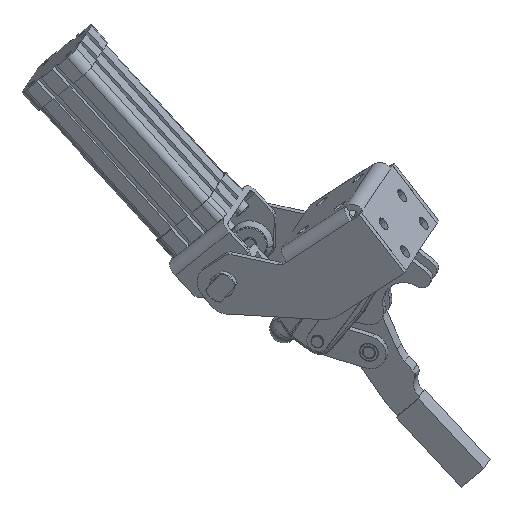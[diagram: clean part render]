
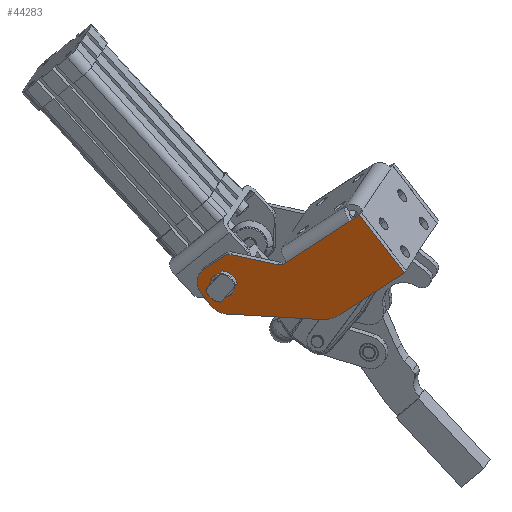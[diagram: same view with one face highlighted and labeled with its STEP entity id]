
A CAD part, isometric view. The second image highlights one B-rep face of the part: STEP entity #44283.
In plain terms, the highlighted planar face has unit normal (-0.852, -0.487, 0.193).
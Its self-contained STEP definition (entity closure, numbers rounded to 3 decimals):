
#5481=CARTESIAN_POINT('',(200.976,-18.065,-144.935));
#5482=VERTEX_POINT('',#5481);
#5491=CARTESIAN_POINT('',(197.739,-13.021,-146.497));
#5492=VERTEX_POINT('',#5491);
#5493=CARTESIAN_POINT('',(200.043,-9.3,-126.982));
#5494=DIRECTION('',(0.852,0.487,-0.193));
#5495=DIRECTION('',(0.047,-0.438,-0.898));
#5496=AXIS2_PLACEMENT_3D('',#5493,#5494,#5495);
#5497=CIRCLE('',#5496,20.);
#5498=EDGE_CURVE('',#5482,#5492,#5497,.T.);
#5565=CARTESIAN_POINT('',(172.548,44.319,-113.12));
#5566=VERTEX_POINT('',#5565);
#5575=CARTESIAN_POINT('',(173.753,42.336,-112.805));
#5576=VERTEX_POINT('',#5575);
#5577=CARTESIAN_POINT('',(172.571,42.069,-118.682));
#5578=DIRECTION('',(0.852,0.487,-0.193));
#5579=DIRECTION('',(-0.004,0.375,0.927));
#5580=AXIS2_PLACEMENT_3D('',#5577,#5578,#5579);
#5581=CIRCLE('',#5580,6.);
#5582=EDGE_CURVE('',#5566,#5576,#5581,.T.);
#5651=CARTESIAN_POINT('',(189.706,13.847,-114.248));
#5652=VERTEX_POINT('',#5651);
#5668=CARTESIAN_POINT('',(188.501,15.829,-114.563));
#5669=VERTEX_POINT('',#5668);
#5676=CARTESIAN_POINT('',(189.683,16.097,-108.686));
#5677=DIRECTION('',(-0.852,-0.487,0.193));
#5678=DIRECTION('',(0.004,-0.375,-0.927));
#5679=AXIS2_PLACEMENT_3D('',#5676,#5677,#5678);
#5680=CIRCLE('',#5679,6.);
#5681=EDGE_CURVE('',#5669,#5652,#5680,.T.);
#5691=CARTESIAN_POINT('',(160.003,58.313,-133.15));
#5692=VERTEX_POINT('',#5691);
#5701=CARTESIAN_POINT('',(163.38,55.626,-125.043));
#5702=VERTEX_POINT('',#5701);
#5703=CARTESIAN_POINT('',(165.828,47.845,-133.844));
#5704=DIRECTION('',(0.852,0.487,-0.193));
#5705=DIRECTION('',(-0.485,0.872,0.058));
#5706=AXIS2_PLACEMENT_3D('',#5703,#5704,#5705);
#5707=CIRCLE('',#5706,12.);
#5708=EDGE_CURVE('',#5692,#5702,#5707,.T.);
#5819=CARTESIAN_POINT('',(163.804,44.16,-152.036));
#5820=VERTEX_POINT('',#5819);
#5836=CARTESIAN_POINT('',(166.453,39.234,-152.768));
#5837=VERTEX_POINT('',#5836);
#5844=CARTESIAN_POINT('',(167.835,41.467,-141.059));
#5845=DIRECTION('',(0.852,0.487,-0.193));
#5846=DIRECTION('',(-0.336,0.224,-0.915));
#5847=AXIS2_PLACEMENT_3D('',#5844,#5845,#5846);
#5848=CIRCLE('',#5847,12.);
#5849=EDGE_CURVE('',#5837,#5820,#5848,.T.);
#10099=CARTESIAN_POINT('',(171.895,37.224,-133.855));
#10100=VERTEX_POINT('',#10099);
#10134=CARTESIAN_POINT('',(163.88,51.064,-134.324));
#10135=VERTEX_POINT('',#10134);
#10142=CARTESIAN_POINT('',(167.888,44.144,-134.09));
#10143=DIRECTION('',(-0.852,-0.487,0.193));
#10144=DIRECTION('',(0.501,-0.865,0.029));
#10145=AXIS2_PLACEMENT_3D('',#10142,#10143,#10144);
#10146=CIRCLE('',#10145,8.);
#10147=EDGE_CURVE('',#10135,#10100,#10146,.T.);
#35782=CARTESIAN_POINT('',(167.888,44.144,-134.09));
#35783=DIRECTION('',(-0.852,-0.487,0.193));
#35784=DIRECTION('',(0.501,-0.865,0.029));
#35785=AXIS2_PLACEMENT_3D('',#35782,#35783,#35784);
#35786=CIRCLE('',#35785,8.);
#35787=EDGE_CURVE('',#10100,#10135,#35786,.T.);
#43097=CARTESIAN_POINT('',(220.584,-23.8,-73.001));
#43098=VERTEX_POINT('',#43097);
#43099=CARTESIAN_POINT('',(229.969,-53.626,-106.74));
#43100=VERTEX_POINT('',#43099);
#43101=CARTESIAN_POINT('',(220.584,-23.8,-73.001));
#43102=DIRECTION('',(0.204,-0.648,-0.733));
#43103=VECTOR('',#43102,46.);
#43104=LINE('',#43101,#43103);
#43105=EDGE_CURVE('',#43098,#43100,#43104,.T.);
#43137=CARTESIAN_POINT('',(216.724,-19.117,-78.214));
#43138=VERTEX_POINT('',#43137);
#43145=CARTESIAN_POINT('',(216.724,-19.117,-78.214));
#43146=DIRECTION('',(0.482,-0.585,0.652));
#43147=VECTOR('',#43146,8.);
#43148=LINE('',#43145,#43147);
#43149=EDGE_CURVE('',#43138,#43098,#43148,.T.);
#43577=CARTESIAN_POINT('',(191.637,11.32,-112.1));
#43578=VERTEX_POINT('',#43577);
#43586=CARTESIAN_POINT('',(216.724,-19.117,-78.214));
#43587=DIRECTION('',(-0.482,0.585,-0.652));
#43588=VECTOR('',#43587,52.);
#43589=LINE('',#43586,#43588);
#43590=EDGE_CURVE('',#43138,#43578,#43589,.T.);
#43734=CARTESIAN_POINT('',(190.907,12.207,-113.087));
#43735=VERTEX_POINT('',#43734);
#43744=CARTESIAN_POINT('',(191.637,11.32,-112.1));
#43745=DIRECTION('',(-0.482,0.585,-0.652));
#43746=VECTOR('',#43745,1.515);
#43747=LINE('',#43744,#43746);
#43748=EDGE_CURVE('',#43578,#43735,#43747,.T.);
#43798=CARTESIAN_POINT('',(204.123,-22.268,-141.651));
#43799=VERTEX_POINT('',#43798);
#43813=CARTESIAN_POINT('',(229.969,-53.626,-106.74));
#43814=DIRECTION('',(-0.482,0.585,-0.652));
#43815=VECTOR('',#43814,53.573);
#43816=LINE('',#43813,#43815);
#43817=EDGE_CURVE('',#43100,#43799,#43816,.T.);
#43829=CARTESIAN_POINT('',(171.347,45.959,-114.281));
#43830=VERTEX_POINT('',#43829);
#43844=CARTESIAN_POINT('',(171.347,45.959,-114.281));
#43845=DIRECTION('',(-0.482,0.585,-0.652));
#43846=VECTOR('',#43845,16.515);
#43847=LINE('',#43844,#43846);
#43848=EDGE_CURVE('',#43830,#5702,#43847,.T.);
#43890=CARTESIAN_POINT('',(162.046,48.491,-148.879));
#43891=VERTEX_POINT('',#43890);
#43892=CARTESIAN_POINT('',(167.835,41.467,-141.059));
#43893=DIRECTION('',(0.852,0.487,-0.193));
#43894=DIRECTION('',(-0.336,0.224,-0.915));
#43895=AXIS2_PLACEMENT_3D('',#43892,#43893,#43894);
#43896=CIRCLE('',#43895,12.);
#43897=EDGE_CURVE('',#5820,#43891,#43896,.T.);
#44012=CARTESIAN_POINT('',(160.039,54.869,-141.664));
#44013=VERTEX_POINT('',#44012);
#44027=CARTESIAN_POINT('',(160.039,54.869,-141.664));
#44028=DIRECTION('',(0.204,-0.648,-0.733));
#44029=VECTOR('',#44028,9.837);
#44030=LINE('',#44027,#44029);
#44031=EDGE_CURVE('',#44013,#43891,#44030,.T.);
#44050=CARTESIAN_POINT('',(165.828,47.845,-133.844));
#44051=DIRECTION('',(0.852,0.487,-0.193));
#44052=DIRECTION('',(-0.485,0.872,0.058));
#44053=AXIS2_PLACEMENT_3D('',#44050,#44051,#44052);
#44054=CIRCLE('',#44053,12.);
#44055=EDGE_CURVE('',#44013,#5692,#44054,.T.);
#44066=CARTESIAN_POINT('',(189.683,16.097,-108.686));
#44067=DIRECTION('',(-0.852,-0.487,0.193));
#44068=DIRECTION('',(0.004,-0.375,-0.927));
#44069=AXIS2_PLACEMENT_3D('',#44066,#44067,#44068);
#44070=CIRCLE('',#44069,6.);
#44071=EDGE_CURVE('',#5652,#43735,#44070,.T.);
#44167=CARTESIAN_POINT('',(188.501,15.829,-114.563));
#44168=DIRECTION('',(-0.485,0.872,0.058));
#44169=VECTOR('',#44168,30.385);
#44170=LINE('',#44167,#44169);
#44171=EDGE_CURVE('',#5669,#5576,#44170,.T.);
#44197=CARTESIAN_POINT('',(172.571,42.069,-118.682));
#44198=DIRECTION('',(0.852,0.487,-0.193));
#44199=DIRECTION('',(-0.004,0.375,0.927));
#44200=AXIS2_PLACEMENT_3D('',#44197,#44198,#44199);
#44201=CIRCLE('',#44200,6.);
#44202=EDGE_CURVE('',#43830,#5566,#44201,.T.);
#44242=CARTESIAN_POINT('',(186.756,8.825,-139.884));
#44243=DIRECTION('',(-0.852,-0.487,0.193));
#44244=DIRECTION('',(-0.204,0.648,0.733));
#44245=AXIS2_PLACEMENT_3D('',#44242,#44243,#44244);
#44246=PLANE('',#44245);
#44247=CARTESIAN_POINT('',(200.043,-9.3,-126.982));
#44248=DIRECTION('',(0.852,0.487,-0.193));
#44249=DIRECTION('',(0.047,-0.438,-0.898));
#44250=AXIS2_PLACEMENT_3D('',#44247,#44248,#44249);
#44251=CIRCLE('',#44250,20.);
#44252=EDGE_CURVE('',#43799,#5482,#44251,.T.);
#44253=ORIENTED_EDGE('',*,*,#44252,.F.);
#44254=ORIENTED_EDGE('',*,*,#43817,.F.);
#44255=ORIENTED_EDGE('',*,*,#43105,.F.);
#44256=ORIENTED_EDGE('',*,*,#43149,.F.);
#44257=ORIENTED_EDGE('',*,*,#43590,.T.);
#44258=ORIENTED_EDGE('',*,*,#43748,.T.);
#44259=ORIENTED_EDGE('',*,*,#44071,.F.);
#44260=ORIENTED_EDGE('',*,*,#5681,.F.);
#44261=ORIENTED_EDGE('',*,*,#44171,.T.);
#44262=ORIENTED_EDGE('',*,*,#5582,.F.);
#44263=ORIENTED_EDGE('',*,*,#44202,.F.);
#44264=ORIENTED_EDGE('',*,*,#43848,.T.);
#44265=ORIENTED_EDGE('',*,*,#5708,.F.);
#44266=ORIENTED_EDGE('',*,*,#44055,.F.);
#44267=ORIENTED_EDGE('',*,*,#44031,.T.);
#44268=ORIENTED_EDGE('',*,*,#43897,.F.);
#44269=ORIENTED_EDGE('',*,*,#5849,.F.);
#44270=CARTESIAN_POINT('',(166.453,39.234,-152.768));
#44271=DIRECTION('',(0.511,-0.853,0.102));
#44272=VECTOR('',#44271,61.227);
#44273=LINE('',#44270,#44272);
#44274=EDGE_CURVE('',#5837,#5492,#44273,.T.);
#44275=ORIENTED_EDGE('',*,*,#44274,.T.);
#44276=ORIENTED_EDGE('',*,*,#5498,.F.);
#44277=EDGE_LOOP('',(#44253,#44254,#44255,#44256,#44257,#44258,#44259,#44260,#44261,#44262,#44263,#44264,#44265,#44266,#44267,#44268,#44269,#44275,#44276));
#44278=FACE_OUTER_BOUND('',#44277,.T.);
#44279=ORIENTED_EDGE('',*,*,#10147,.F.);
#44280=ORIENTED_EDGE('',*,*,#35787,.F.);
#44281=EDGE_LOOP('',(#44279,#44280));
#44282=FACE_BOUND('',#44281,.T.);
#44283=ADVANCED_FACE('',(#44278,#44282),#44246,.T.);
